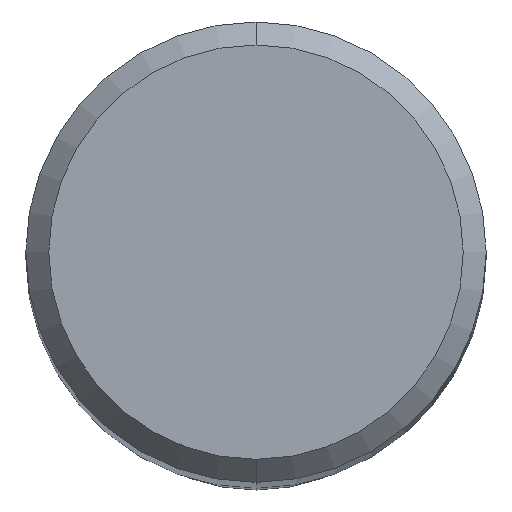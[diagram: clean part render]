
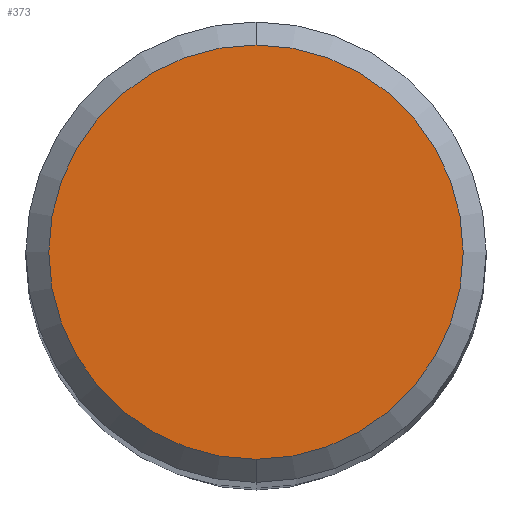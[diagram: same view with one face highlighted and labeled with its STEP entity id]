
A CAD part, top view. The second image highlights one B-rep face of the part: STEP entity #373.
In plain terms, the highlighted planar face has unit normal (0, 0, 1).
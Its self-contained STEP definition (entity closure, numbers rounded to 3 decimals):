
#219=EDGE_CURVE('',#409,#411,#517,.T.);
#293=EDGE_CURVE('',#411,#409,#598,.T.);
#373=ADVANCED_FACE('',(#686),#687,.T.);
#409=VERTEX_POINT('',#726);
#411=VERTEX_POINT('',#728);
#517=CIRCLE('',#853,3.6);
#598=CIRCLE('',#1033,3.6);
#686=FACE_OUTER_BOUND('',#1225,.T.);
#687=PLANE('',#1226);
#726=CARTESIAN_POINT('',(0.,-3.6,0.0));
#728=CARTESIAN_POINT('',(0.0,3.6,0.0));
#853=AXIS2_PLACEMENT_3D('',#1467,#1468,#1469);
#1033=AXIS2_PLACEMENT_3D('',#1570,#1571,#1572);
#1225=EDGE_LOOP('',(#1661,#1662));
#1226=AXIS2_PLACEMENT_3D('',#1663,#1664,#1665);
#1467=CARTESIAN_POINT('',(0.0,0.0,0.0));
#1468=DIRECTION('',(0.0,0.0,-1.0));
#1469=DIRECTION('',(0.0,1.0,0.0));
#1570=CARTESIAN_POINT('',(0.0,0.0,0.0));
#1571=DIRECTION('',(0.0,0.0,-1.0));
#1572=DIRECTION('',(0.0,1.0,0.0));
#1661=ORIENTED_EDGE('',*,*,#293,.F.);
#1662=ORIENTED_EDGE('',*,*,#219,.F.);
#1663=CARTESIAN_POINT('',(0.0,1.8,0.0));
#1664=DIRECTION('',(-0.0,0.0,1.0));
#1665=DIRECTION('',(0.0,-1.0,0.0));
